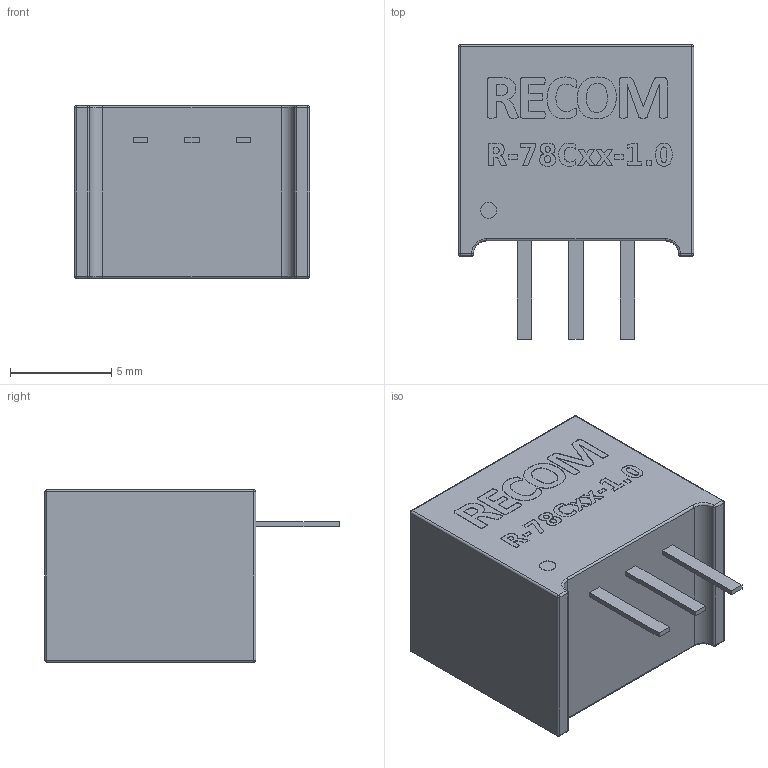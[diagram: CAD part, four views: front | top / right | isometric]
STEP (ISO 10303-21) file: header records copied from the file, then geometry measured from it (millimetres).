
FILE_DESCRIPTION (( 'STEP AP214' ), '1' );
FILE_NAME ('User Library-R-78Cxx-1_0.STEP', '2018-01-18T10:39:33', ( '' ), ( '' ), 'SwSTEP 2.0', 'SolidWorks 2018', '' );
FILE_SCHEMA (( 'AUTOMOTIVE_DESIGN' ));
Length unit declared in the file: millimetre
Products named in the file (1): User Library-R-78Cxx-1_0
Bounding box: 11.6 x 14.5 x 8.5 mm (x, y, z)
Volume: 964.6 mm3; surface area: 632 mm2
Topology: 1 solids, 1 shells, 270 faces, 698 edges, 444 vertices
Faces by surface type: plane 144, bspline 88, cylinder 22, sphere 12, torus 4
Entity records: 14856 total; most frequent: CARTESIAN_POINT 6457, ORIENTED_EDGE 1372, DIRECTION 928, EDGE_CURVE 686, LINE 458, VECTOR 458, VERTEX_POINT 444, EDGE_LOOP 296
